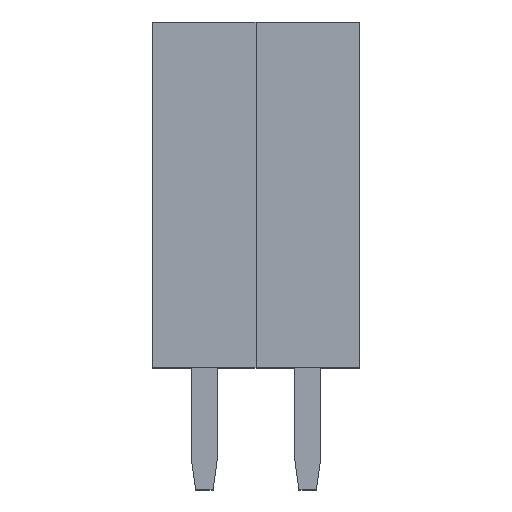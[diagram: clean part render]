
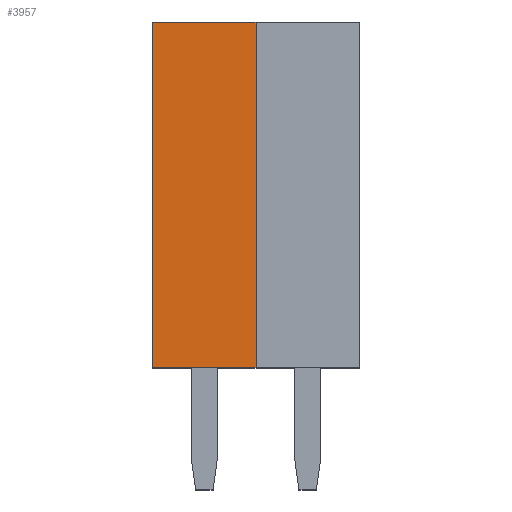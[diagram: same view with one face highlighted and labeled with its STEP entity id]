
A CAD part, top view. The second image highlights one B-rep face of the part: STEP entity #3957.
In plain terms, the highlighted planar face has unit normal (0, 0, 1).
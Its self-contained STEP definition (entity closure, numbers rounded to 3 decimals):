
#45 = DIRECTION ( 'NONE',  ( 0., 1., 0. ) ) ;
#51 = ORIENTED_EDGE ( 'NONE', *, *, #635, .F. ) ;
#93 = CARTESIAN_POINT ( 'NONE',  ( 1.27, 8.5, 1.27 ) ) ;
#112 = DIRECTION ( 'NONE',  ( 0., -1., 0. ) ) ;
#333 = LINE ( 'NONE', #746, #3412 ) ;
#409 = VERTEX_POINT ( 'NONE', #4175 ) ;
#532 = DIRECTION ( 'NONE',  ( -1., 0., 0. ) ) ;
#550 = CARTESIAN_POINT ( 'NONE',  ( 1.27, 8.5, 1.27 ) ) ;
#635 = EDGE_CURVE ( 'NONE', #2183, #1306, #3573, .T. ) ;
#676 = LINE ( 'NONE', #2175, #1180 ) ;
#746 = CARTESIAN_POINT ( 'NONE',  ( -1.27, 8.5, 1.27 ) ) ;
#787 = EDGE_CURVE ( 'NONE', #409, #2183, #333, .T. ) ;
#998 = PLANE ( 'NONE',  #2485 ) ;
#1063 = ORIENTED_EDGE ( 'NONE', *, *, #787, .F. ) ;
#1180 = VECTOR ( 'NONE', #112, 1000. ) ;
#1306 = VERTEX_POINT ( 'NONE', #93 ) ;
#1369 = EDGE_CURVE ( 'NONE', #2885, #409, #3661, .T. ) ;
#1492 = CARTESIAN_POINT ( 'NONE',  ( 1.27, 0., 1.27 ) ) ;
#1641 = DIRECTION ( 'NONE',  ( -1., 0., 0. ) ) ;
#1837 = CARTESIAN_POINT ( 'NONE',  ( -1.27, 8.5, 1.27 ) ) ;
#1935 = DIRECTION ( 'NONE',  ( 1., 0., 0. ) ) ;
#1947 = ORIENTED_EDGE ( 'NONE', *, *, #3264, .F. ) ;
#2175 = CARTESIAN_POINT ( 'NONE',  ( 1.27, 8.5, 1.27 ) ) ;
#2183 = VERTEX_POINT ( 'NONE', #1837 ) ;
#2485 = AXIS2_PLACEMENT_3D ( 'NONE', #4042, #3695, #1641 ) ;
#2578 = FACE_OUTER_BOUND ( 'NONE', #3239, .T. ) ;
#2885 = VERTEX_POINT ( 'NONE', #1492 ) ;
#3239 = EDGE_LOOP ( 'NONE', ( #51, #1063, #3775, #1947 ) ) ;
#3264 = EDGE_CURVE ( 'NONE', #1306, #2885, #676, .T. ) ;
#3412 = VECTOR ( 'NONE', #45, 1000. ) ;
#3573 = LINE ( 'NONE', #550, #4098 ) ;
#3623 = CARTESIAN_POINT ( 'NONE',  ( 1.27, 0., 1.27 ) ) ;
#3661 = LINE ( 'NONE', #3623, #3926 ) ;
#3695 = DIRECTION ( 'NONE',  ( 0., 0., -1. ) ) ;
#3775 = ORIENTED_EDGE ( 'NONE', *, *, #1369, .F. ) ;
#3926 = VECTOR ( 'NONE', #532, 1000. ) ;
#3957 = ADVANCED_FACE ( 'NONE', ( #2578 ), #998, .F. ) ;
#4042 = CARTESIAN_POINT ( 'NONE',  ( 1.27, 8.5, 1.27 ) ) ;
#4098 = VECTOR ( 'NONE', #1935, 1000. ) ;
#4175 = CARTESIAN_POINT ( 'NONE',  ( -1.27, 0., 1.27 ) ) ;
